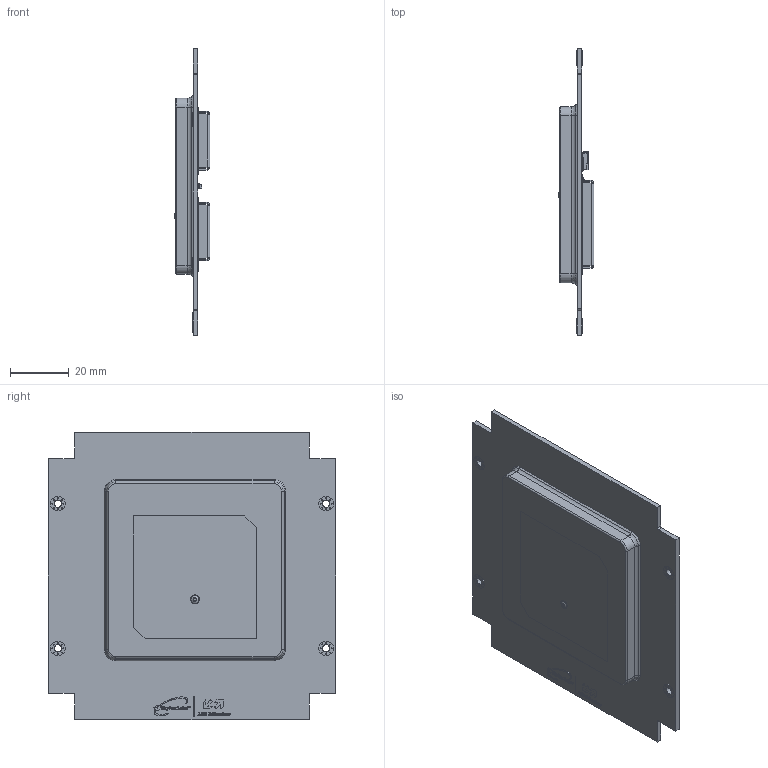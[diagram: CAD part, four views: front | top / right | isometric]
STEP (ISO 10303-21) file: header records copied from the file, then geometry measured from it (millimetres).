
FILE_DESCRIPTION(/* description */ (''),/* implementation_level */ '2;1');
FILE_NAME('');
FILE_SCHEMA (('AUTOMOTIVE_DESIGN { 1 0 10303 214 3 1 1 }'));
Length unit declared in the file: millimetre
Products named in the file (11): pcb; CU; Součást7; Pico-Lock 504050-0691; shield; patch 60606_1; patch 60606_2; patch 60606; logo ads; glue; piADS-B
Bounding box: 12.28 x 98 x 98 mm (x, y, z)
Volume: 37679.3 mm3; surface area: 38158.4 mm2
Topology: 57 solids, 57 shells, 1347 faces, 3559 edges, 2320 vertices
Faces by surface type: plane 980, cylinder 232, bspline 113, sphere 12, cone 5, torus 5
Full cylindrical faces by diameter (mm): 0.314 x64, 1 x4, 1.05 x4, 1.35 x1, 2.5 x8, 5 x4
Entity records: 48012 total; most frequent: CARTESIAN_POINT 16321, ORIENTED_EDGE 6576, DIRECTION 5923, EDGE_CURVE 3288, LINE 2611, VECTOR 2611, VERTEX_POINT 2180, AXIS2_PLACEMENT_3D 1656
